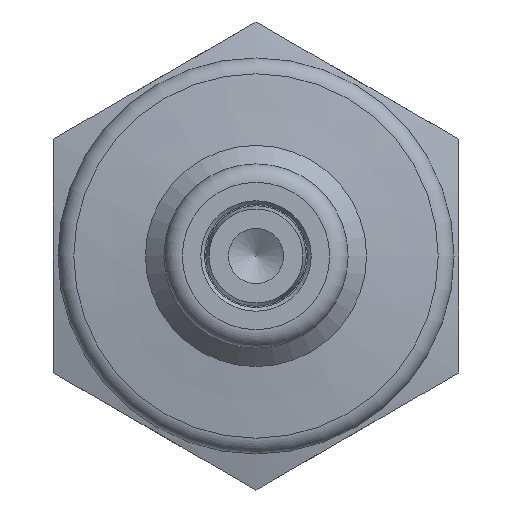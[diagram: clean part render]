
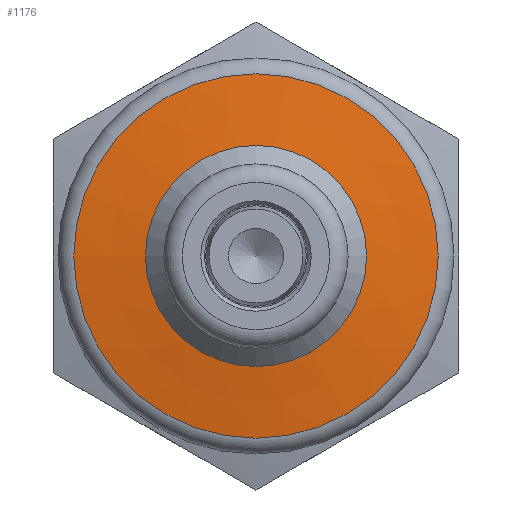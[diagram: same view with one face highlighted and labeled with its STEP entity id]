
A CAD part, left-side view. The second image highlights one B-rep face of the part: STEP entity #1176.
In plain terms, the highlighted conical face has half-angle 82 degrees and reference radius 8.375 mm.
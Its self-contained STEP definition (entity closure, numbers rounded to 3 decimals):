
#99=LINE('',#1992,#146);
#146=VECTOR('',#1613,8.375);
#173=CONICAL_SURFACE('',#1328,8.375,1.431);
#303=FACE_OUTER_BOUND('',#379,.T.);
#379=EDGE_LOOP('',(#962,#963,#964,#965,#966));
#459=CIRCLE('',#1299,6.);
#480=CIRCLE('',#1329,9.889);
#481=CIRCLE('',#1330,9.889);
#559=VERTEX_POINT('',#1935);
#577=VERTEX_POINT('',#1989);
#578=VERTEX_POINT('',#1990);
#687=EDGE_CURVE('',#559,#559,#459,.T.);
#714=EDGE_CURVE('',#577,#578,#480,.T.);
#715=EDGE_CURVE('',#577,#559,#99,.T.);
#716=EDGE_CURVE('',#578,#577,#481,.T.);
#962=ORIENTED_EDGE('',*,*,#714,.F.);
#963=ORIENTED_EDGE('',*,*,#715,.T.);
#964=ORIENTED_EDGE('',*,*,#687,.T.);
#965=ORIENTED_EDGE('',*,*,#715,.F.);
#966=ORIENTED_EDGE('',*,*,#716,.F.);
#1176=ADVANCED_FACE('',(#303),#173,.T.);
#1299=AXIS2_PLACEMENT_3D('',#1936,#1545,#1546);
#1328=AXIS2_PLACEMENT_3D('',#1988,#1609,#1610);
#1329=AXIS2_PLACEMENT_3D('',#1991,#1611,#1612);
#1330=AXIS2_PLACEMENT_3D('',#1993,#1614,#1615);
#1545=DIRECTION('center_axis',(1.,0.,0.));
#1546=DIRECTION('ref_axis',(0.,1.,0.));
#1609=DIRECTION('center_axis',(1.,0.,0.));
#1610=DIRECTION('ref_axis',(0.,1.,0.));
#1611=DIRECTION('center_axis',(1.,0.,0.));
#1612=DIRECTION('ref_axis',(0.,-1.,0.));
#1613=DIRECTION('',(-0.139,0.99,0.));
#1614=DIRECTION('center_axis',(1.,0.,0.));
#1615=DIRECTION('ref_axis',(0.,-1.,0.));
#1935=CARTESIAN_POINT('',(20.,-6.,0.));
#1936=CARTESIAN_POINT('Origin',(20.,0.,0.));
#1988=CARTESIAN_POINT('Origin',(20.334,0.,0.));
#1989=CARTESIAN_POINT('',(20.547,-9.889,0.));
#1990=CARTESIAN_POINT('',(20.547,0.,9.889));
#1991=CARTESIAN_POINT('Origin',(20.547,0.,0.));
#1992=CARTESIAN_POINT('',(20.334,-8.375,0.));
#1993=CARTESIAN_POINT('Origin',(20.547,0.,0.));
